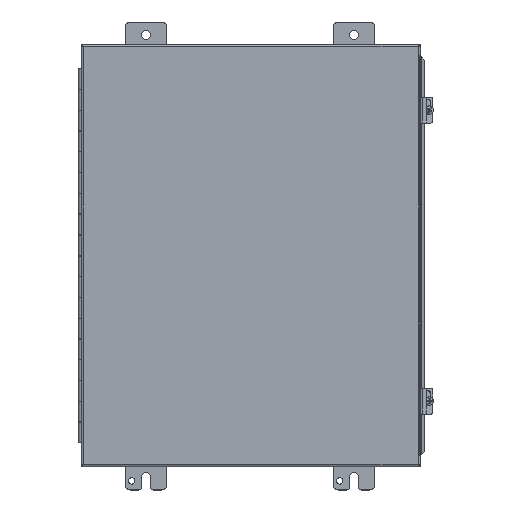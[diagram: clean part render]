
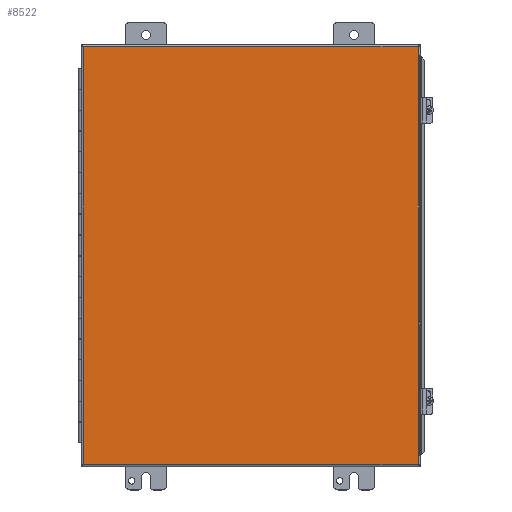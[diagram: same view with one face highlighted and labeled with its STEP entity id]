
A CAD part, top view. The second image highlights one B-rep face of the part: STEP entity #8522.
In plain terms, the highlighted planar face has unit normal (0, 0, 1).
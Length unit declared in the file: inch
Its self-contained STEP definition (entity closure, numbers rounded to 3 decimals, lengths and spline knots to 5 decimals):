
#447=PLANE('',#9383);
#840=FACE_OUTER_BOUND('',#1371,.T.);
#1371=EDGE_LOOP('',(#6358,#6359,#6360,#6361));
#1988=LINE('',#14362,#2753);
#1990=LINE('',#14366,#2755);
#1991=LINE('',#14369,#2756);
#1992=LINE('',#14371,#2757);
#2753=VECTOR('',#10821,0.3937);
#2755=VECTOR('',#10827,0.3937);
#2756=VECTOR('',#10832,0.3937);
#2757=VECTOR('',#10835,0.3937);
#3767=VERTEX_POINT('',#13848);
#3779=VERTEX_POINT('',#13949);
#3792=VERTEX_POINT('',#14112);
#3794=VERTEX_POINT('',#14183);
#4728=EDGE_CURVE('',#3779,#3767,#1988,.T.);
#4730=EDGE_CURVE('',#3792,#3779,#1990,.T.);
#4731=EDGE_CURVE('',#3767,#3794,#1991,.T.);
#4732=EDGE_CURVE('',#3794,#3792,#1992,.T.);
#6358=ORIENTED_EDGE('',*,*,#4728,.T.);
#6359=ORIENTED_EDGE('',*,*,#4731,.T.);
#6360=ORIENTED_EDGE('',*,*,#4732,.T.);
#6361=ORIENTED_EDGE('',*,*,#4730,.T.);
#8522=ADVANCED_FACE('',(#840),#447,.T.);
#9383=AXIS2_PLACEMENT_3D('',#14373,#10838,#10839);
#10821=DIRECTION('',(1.,0.,0.));
#10827=DIRECTION('',(0.,-1.,0.));
#10832=DIRECTION('',(0.,1.,0.));
#10835=DIRECTION('',(-1.,0.,0.));
#10838=DIRECTION('center_axis',(0.,0.,1.));
#10839=DIRECTION('ref_axis',(1.,0.,0.));
#13848=CARTESIAN_POINT('',(16.20413,0.10587,0.059));
#13949=CARTESIAN_POINT('',(0.10587,0.10587,0.059));
#14112=CARTESIAN_POINT('',(0.10587,20.20413,0.059));
#14183=CARTESIAN_POINT('',(16.20413,20.20413,0.059));
#14362=CARTESIAN_POINT('',(4.13044,0.10587,0.059));
#14366=CARTESIAN_POINT('',(0.10587,15.17956,0.059));
#14369=CARTESIAN_POINT('',(16.20413,5.13044,0.059));
#14371=CARTESIAN_POINT('',(12.17956,20.20413,0.059));
#14373=CARTESIAN_POINT('Origin',(8.155,10.155,0.059));
